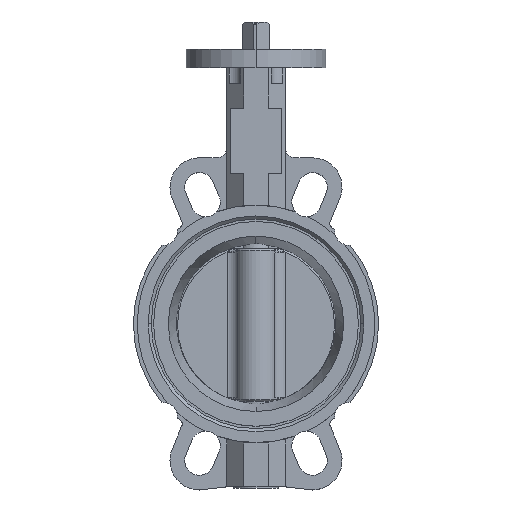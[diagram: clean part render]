
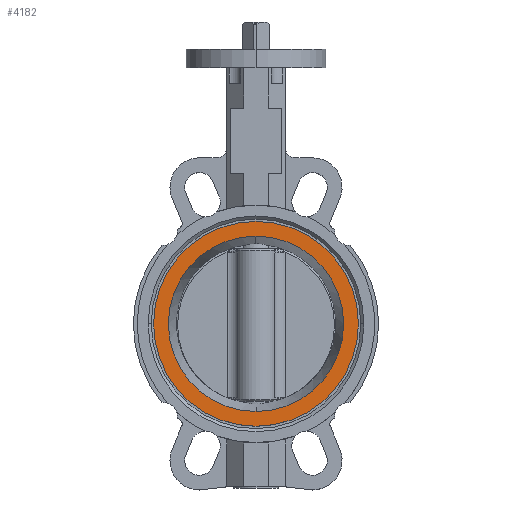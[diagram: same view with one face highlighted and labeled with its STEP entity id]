
A CAD part, top view. The second image highlights one B-rep face of the part: STEP entity #4182.
In plain terms, the highlighted face is planar.
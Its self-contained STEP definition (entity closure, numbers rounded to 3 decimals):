
#159 = DIRECTION ( 'NONE',  ( 0., 0., 1. ) ) ;
#538 = CIRCLE ( 'NONE', #6504, 66. ) ;
#825 = VERTEX_POINT ( 'NONE', #6242 ) ;
#1069 = AXIS2_PLACEMENT_3D ( 'NONE', #12561, #1422, #20614 ) ;
#1144 = VERTEX_POINT ( 'NONE', #6470 ) ;
#1386 = ORIENTED_EDGE ( 'NONE', *, *, #19698, .F. ) ;
#1422 = DIRECTION ( 'NONE',  ( 0., 1., 0. ) ) ;
#1764 = DIRECTION ( 'NONE',  ( 0., 1., 0. ) ) ;
#3417 = AXIS2_PLACEMENT_3D ( 'NONE', #10321, #7021, #18191 ) ;
#3481 = ORIENTED_EDGE ( 'NONE', *, *, #11261, .F. ) ;
#4182 = ADVANCED_FACE ( 'NONE', ( #20262, #12812 ), #13843, .F. ) ;
#5596 = DIRECTION ( 'NONE',  ( 0., 1., 0. ) ) ;
#6242 = CARTESIAN_POINT ( 'NONE',  ( 0., -27.65, 66. ) ) ;
#6342 = DIRECTION ( 'NONE',  ( 0., 1., 0. ) ) ;
#6470 = CARTESIAN_POINT ( 'NONE',  ( 0., -27.65, 56.5 ) ) ;
#6504 = AXIS2_PLACEMENT_3D ( 'NONE', #11288, #1764, #159 ) ;
#7021 = DIRECTION ( 'NONE',  ( 0., 1., 0. ) ) ;
#7874 = DIRECTION ( 'NONE',  ( 0., 0., 1. ) ) ;
#9195 = VERTEX_POINT ( 'NONE', #11371 ) ;
#9445 = CIRCLE ( 'NONE', #3417, 66. ) ;
#9649 = AXIS2_PLACEMENT_3D ( 'NONE', #20158, #5596, #20230 ) ;
#9691 = CARTESIAN_POINT ( 'NONE',  ( 0., -27.65, 0. ) ) ;
#9996 = ORIENTED_EDGE ( 'NONE', *, *, #10167, .T. ) ;
#10167 = EDGE_CURVE ( 'NONE', #1144, #13633, #11339, .T. ) ;
#10321 = CARTESIAN_POINT ( 'NONE',  ( 0., -27.65, 0. ) ) ;
#10381 = EDGE_LOOP ( 'NONE', ( #1386, #3481 ) ) ;
#11261 = EDGE_CURVE ( 'NONE', #9195, #825, #538, .T. ) ;
#11288 = CARTESIAN_POINT ( 'NONE',  ( 0., -27.65, 0. ) ) ;
#11336 = AXIS2_PLACEMENT_3D ( 'NONE', #9691, #6342, #7874 ) ;
#11339 = CIRCLE ( 'NONE', #11336, 56.5 ) ;
#11371 = CARTESIAN_POINT ( 'NONE',  ( 0., -27.65, -66. ) ) ;
#11835 = EDGE_LOOP ( 'NONE', ( #18757, #9996 ) ) ;
#12451 = CIRCLE ( 'NONE', #1069, 56.5 ) ;
#12561 = CARTESIAN_POINT ( 'NONE',  ( 0., -27.65, 0. ) ) ;
#12812 = FACE_BOUND ( 'NONE', #11835, .T. ) ;
#13633 = VERTEX_POINT ( 'NONE', #17404 ) ;
#13843 = PLANE ( 'NONE',  #9649 ) ;
#17404 = CARTESIAN_POINT ( 'NONE',  ( 0., -27.65, -56.5 ) ) ;
#18191 = DIRECTION ( 'NONE',  ( 0., 0., 1. ) ) ;
#18757 = ORIENTED_EDGE ( 'NONE', *, *, #19987, .T. ) ;
#19698 = EDGE_CURVE ( 'NONE', #825, #9195, #9445, .T. ) ;
#19987 = EDGE_CURVE ( 'NONE', #13633, #1144, #12451, .T. ) ;
#20158 = CARTESIAN_POINT ( 'NONE',  ( 66., -27.65, 0. ) ) ;
#20230 = DIRECTION ( 'NONE',  ( 0., 0., 1. ) ) ;
#20262 = FACE_OUTER_BOUND ( 'NONE', #10381, .T. ) ;
#20614 = DIRECTION ( 'NONE',  ( 0., 0., 1. ) ) ;
